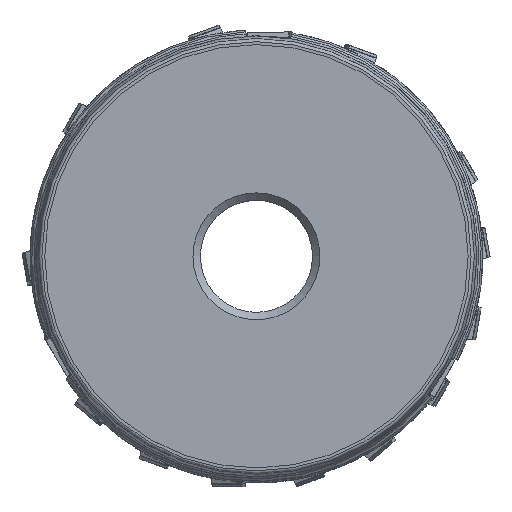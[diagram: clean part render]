
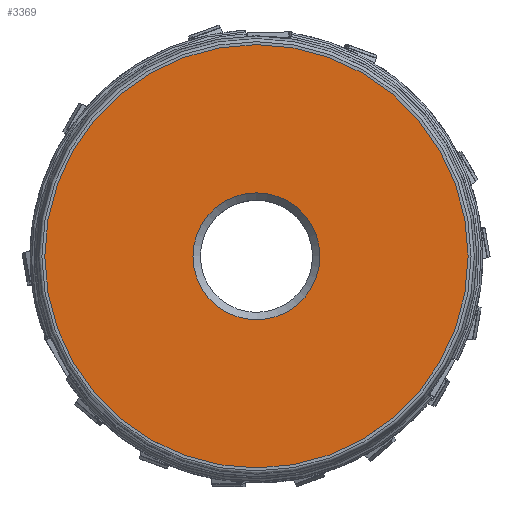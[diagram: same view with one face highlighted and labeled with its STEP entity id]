
A CAD part, top view. The second image highlights one B-rep face of the part: STEP entity #3369.
In plain terms, the highlighted planar face has unit normal (0, 0, 1).
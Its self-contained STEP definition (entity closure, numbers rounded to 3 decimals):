
#1957=FACE_BOUND('',#6964,.T.);
#1958=FACE_BOUND('',#6965,.T.);
#3369=ADVANCED_FACE('CU_BACK_F001',(#1957,#1958),#4814,.F.);
#4814=PLANE('',#27930);
#6964=EDGE_LOOP('',(#10266));
#6965=EDGE_LOOP('',(#10267));
#8772=CIRCLE('',#27927,71.915);
#8773=CIRCLE('',#27929,21.556);
#10266=ORIENTED_EDGE('',*,*,#20581,.F.);
#10267=ORIENTED_EDGE('',*,*,#20580,.T.);
#17854=VERTEX_POINT('',#41908);
#17855=VERTEX_POINT('',#41911);
#20580=EDGE_CURVE('',#17854,#17854,#8772,.T.);
#20581=EDGE_CURVE('',#17855,#17855,#8773,.T.);
#27927=AXIS2_PLACEMENT_3D('',#41907,#31631,#31632);
#27929=AXIS2_PLACEMENT_3D('',#41910,#31635,#31636);
#27930=AXIS2_PLACEMENT_3D('',#41912,#31637,#31638);
#31631=DIRECTION('',(0.,0.,1.));
#31632=DIRECTION('',(-0.175,0.985,0.));
#31635=DIRECTION('',(0.,0.,1.));
#31636=DIRECTION('',(-0.175,0.985,0.));
#31637=DIRECTION('',(0.,0.,-1.));
#31638=DIRECTION('',(0.175,-0.985,0.));
#41907=CARTESIAN_POINT('',(0.,0.,0.));
#41908=CARTESIAN_POINT('',(-12.562,70.809,0.));
#41910=CARTESIAN_POINT('',(0.,0.,0.));
#41911=CARTESIAN_POINT('',(-3.765,21.225,0.));
#41912=CARTESIAN_POINT('',(-71.915,0.,0.));
